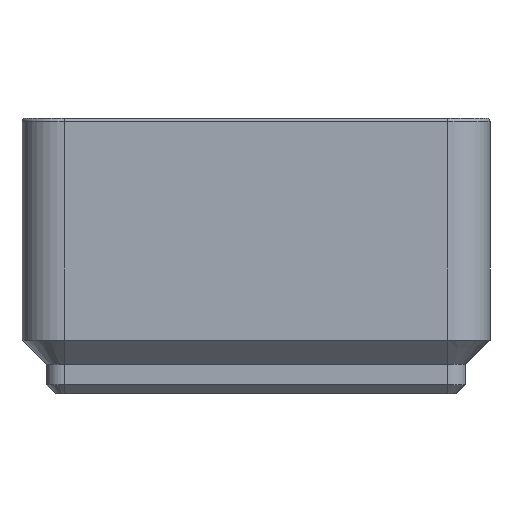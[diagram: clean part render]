
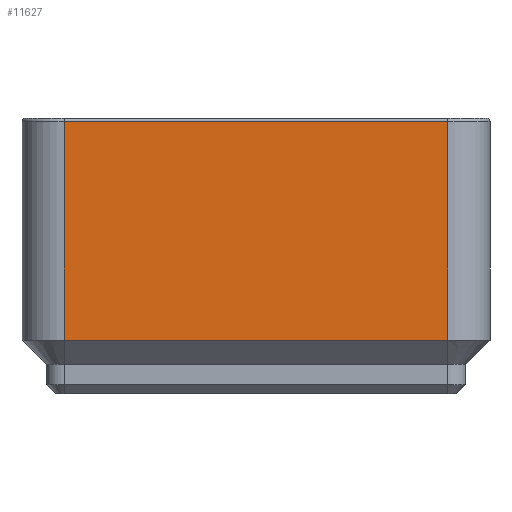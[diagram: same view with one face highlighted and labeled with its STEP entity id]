
A CAD part, left-side view. The second image highlights one B-rep face of the part: STEP entity #11627.
In plain terms, the highlighted planar face has unit normal (-1, 0, 0).
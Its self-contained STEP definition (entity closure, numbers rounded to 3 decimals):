
#2735 = CYLINDRICAL_SURFACE('',#2736,0.3);
#2736 = AXIS2_PLACEMENT_3D('',#2737,#2738,#2739);
#2737 = CARTESIAN_POINT('',(-41.45,17.,24.129));
#2738 = DIRECTION('',(0.,-1.,0.));
#2739 = DIRECTION('',(0.,0.,1.));
#7301 = VERTEX_POINT('',#7302);
#7302 = CARTESIAN_POINT('',(-41.75,17.,24.129));
#7337 = CYLINDRICAL_SURFACE('',#7338,3.75);
#7338 = AXIS2_PLACEMENT_3D('',#7339,#7340,#7341);
#7339 = CARTESIAN_POINT('',(-38.,17.,5.25));
#7340 = DIRECTION('',(0.,0.,1.));
#7341 = DIRECTION('',(1.,0.,0.));
#7406 = EDGE_CURVE('',#7301,#7407,#7409,.T.);
#7407 = VERTEX_POINT('',#7408);
#7408 = CARTESIAN_POINT('',(-41.75,-17.,24.129));
#7409 = SURFACE_CURVE('',#7410,(#7414,#7421),.PCURVE_S1.);
#7410 = LINE('',#7411,#7412);
#7411 = CARTESIAN_POINT('',(-41.75,17.,24.129));
#7412 = VECTOR('',#7413,1.);
#7413 = DIRECTION('',(0.,-1.,0.));
#7414 = PCURVE('',#2735,#7415);
#7415 = DEFINITIONAL_REPRESENTATION('',(#7416),#7420);
#7416 = LINE('',#7417,#7418);
#7417 = CARTESIAN_POINT('',(1.571,0.));
#7418 = VECTOR('',#7419,1.);
#7419 = DIRECTION('',(0.,1.));
#7420 = ( GEOMETRIC_REPRESENTATION_CONTEXT(2) 
PARAMETRIC_REPRESENTATION_CONTEXT() REPRESENTATION_CONTEXT('2D SPACE',''
  ) );
#7421 = PCURVE('',#7422,#7427);
#7422 = PLANE('',#7423);
#7423 = AXIS2_PLACEMENT_3D('',#7424,#7425,#7426);
#7424 = CARTESIAN_POINT('',(-41.75,-17.,5.25));
#7425 = DIRECTION('',(1.,0.,0.));
#7426 = DIRECTION('',(-0.,1.,0.));
#7427 = DEFINITIONAL_REPRESENTATION('',(#7428),#7432);
#7428 = LINE('',#7429,#7430);
#7429 = CARTESIAN_POINT('',(34.,18.879));
#7430 = VECTOR('',#7431,1.);
#7431 = DIRECTION('',(-1.,0.));
#7432 = ( GEOMETRIC_REPRESENTATION_CONTEXT(2) 
PARAMETRIC_REPRESENTATION_CONTEXT() REPRESENTATION_CONTEXT('2D SPACE',''
  ) );
#7551 = CYLINDRICAL_SURFACE('',#7552,3.75);
#7552 = AXIS2_PLACEMENT_3D('',#7553,#7554,#7555);
#7553 = CARTESIAN_POINT('',(-38.,-17.,5.25));
#7554 = DIRECTION('',(0.,0.,1.));
#7555 = DIRECTION('',(1.,0.,0.));
#11524 = VERTEX_POINT('',#11525);
#11525 = CARTESIAN_POINT('',(-41.75,17.,4.75));
#11552 = EDGE_CURVE('',#7301,#11524,#11553,.T.);
#11553 = SURFACE_CURVE('',#11554,(#11558,#11565),.PCURVE_S1.);
#11554 = LINE('',#11555,#11556);
#11555 = CARTESIAN_POINT('',(-41.75,17.,52.8));
#11556 = VECTOR('',#11557,1.);
#11557 = DIRECTION('',(0.,0.,-1.));
#11558 = PCURVE('',#7337,#11559);
#11559 = DEFINITIONAL_REPRESENTATION('',(#11560),#11564);
#11560 = LINE('',#11561,#11562);
#11561 = CARTESIAN_POINT('',(3.142,47.55));
#11562 = VECTOR('',#11563,1.);
#11563 = DIRECTION('',(0.,-1.));
#11564 = ( GEOMETRIC_REPRESENTATION_CONTEXT(2) 
PARAMETRIC_REPRESENTATION_CONTEXT() REPRESENTATION_CONTEXT('2D SPACE',''
  ) );
#11565 = PCURVE('',#7422,#11566);
#11566 = DEFINITIONAL_REPRESENTATION('',(#11567),#11571);
#11567 = LINE('',#11568,#11569);
#11568 = CARTESIAN_POINT('',(34.,47.55));
#11569 = VECTOR('',#11570,1.);
#11570 = DIRECTION('',(0.,-1.));
#11571 = ( GEOMETRIC_REPRESENTATION_CONTEXT(2) 
PARAMETRIC_REPRESENTATION_CONTEXT() REPRESENTATION_CONTEXT('2D SPACE',''
  ) );
#11627 = ADVANCED_FACE('',(#11628),#7422,.F.);
#11628 = FACE_BOUND('',#11629,.F.);
#11629 = EDGE_LOOP('',(#11630,#11653,#11679,#11680));
#11630 = ORIENTED_EDGE('',*,*,#11631,.F.);
#11631 = EDGE_CURVE('',#11632,#7407,#11634,.T.);
#11632 = VERTEX_POINT('',#11633);
#11633 = CARTESIAN_POINT('',(-41.75,-17.,4.75));
#11634 = SURFACE_CURVE('',#11635,(#11639,#11646),.PCURVE_S1.);
#11635 = LINE('',#11636,#11637);
#11636 = CARTESIAN_POINT('',(-41.75,-17.,4.75));
#11637 = VECTOR('',#11638,1.);
#11638 = DIRECTION('',(0.,0.,1.));
#11639 = PCURVE('',#7422,#11640);
#11640 = DEFINITIONAL_REPRESENTATION('',(#11641),#11645);
#11641 = LINE('',#11642,#11643);
#11642 = CARTESIAN_POINT('',(0.,-0.5));
#11643 = VECTOR('',#11644,1.);
#11644 = DIRECTION('',(0.,1.));
#11645 = ( GEOMETRIC_REPRESENTATION_CONTEXT(2) 
PARAMETRIC_REPRESENTATION_CONTEXT() REPRESENTATION_CONTEXT('2D SPACE',''
  ) );
#11646 = PCURVE('',#7551,#11647);
#11647 = DEFINITIONAL_REPRESENTATION('',(#11648),#11652);
#11648 = LINE('',#11649,#11650);
#11649 = CARTESIAN_POINT('',(3.142,-0.5));
#11650 = VECTOR('',#11651,1.);
#11651 = DIRECTION('',(-0.,1.));
#11652 = ( GEOMETRIC_REPRESENTATION_CONTEXT(2) 
PARAMETRIC_REPRESENTATION_CONTEXT() REPRESENTATION_CONTEXT('2D SPACE',''
  ) );
#11653 = ORIENTED_EDGE('',*,*,#11654,.T.);
#11654 = EDGE_CURVE('',#11632,#11524,#11655,.T.);
#11655 = SURFACE_CURVE('',#11656,(#11660,#11667),.PCURVE_S1.);
#11656 = LINE('',#11657,#11658);
#11657 = CARTESIAN_POINT('',(-41.75,-8.5,4.75));
#11658 = VECTOR('',#11659,1.);
#11659 = DIRECTION('',(0.,1.,0.));
#11660 = PCURVE('',#7422,#11661);
#11661 = DEFINITIONAL_REPRESENTATION('',(#11662),#11666);
#11662 = LINE('',#11663,#11664);
#11663 = CARTESIAN_POINT('',(8.5,-0.5));
#11664 = VECTOR('',#11665,1.);
#11665 = DIRECTION('',(1.,0.));
#11666 = ( GEOMETRIC_REPRESENTATION_CONTEXT(2) 
PARAMETRIC_REPRESENTATION_CONTEXT() REPRESENTATION_CONTEXT('2D SPACE',''
  ) );
#11667 = PCURVE('',#11668,#11673);
#11668 = PLANE('',#11669);
#11669 = AXIS2_PLACEMENT_3D('',#11670,#11671,#11672);
#11670 = CARTESIAN_POINT('',(-42.,0.,5.));
#11671 = DIRECTION('',(0.707,0.,0.707));
#11672 = DIRECTION('',(-0.707,0.,0.707));
#11673 = DEFINITIONAL_REPRESENTATION('',(#11674),#11678);
#11674 = LINE('',#11675,#11676);
#11675 = CARTESIAN_POINT('',(-0.354,8.5));
#11676 = VECTOR('',#11677,1.);
#11677 = DIRECTION('',(-0.,-1.));
#11678 = ( GEOMETRIC_REPRESENTATION_CONTEXT(2) 
PARAMETRIC_REPRESENTATION_CONTEXT() REPRESENTATION_CONTEXT('2D SPACE',''
  ) );
#11679 = ORIENTED_EDGE('',*,*,#11552,.F.);
#11680 = ORIENTED_EDGE('',*,*,#7406,.T.);
